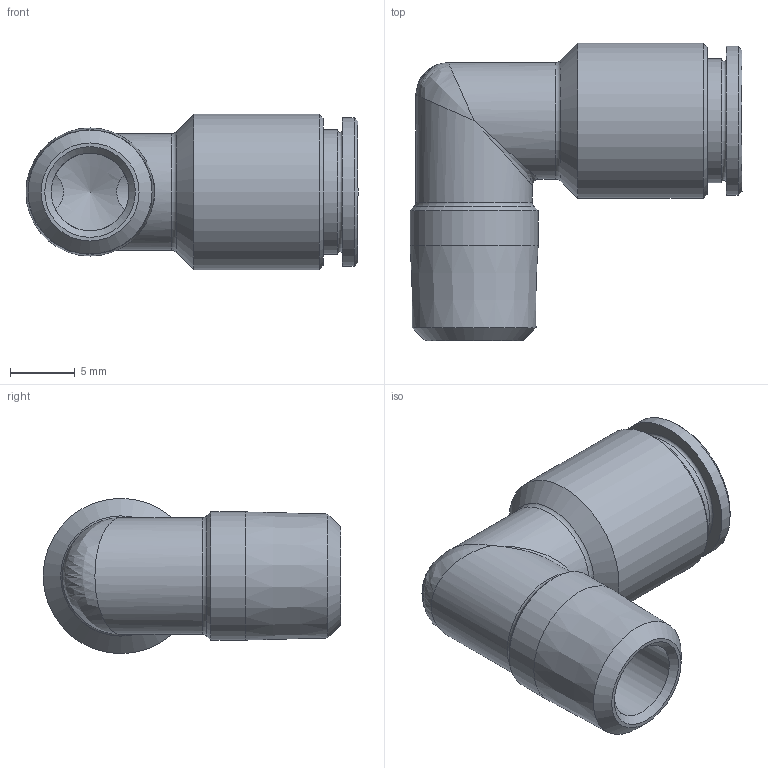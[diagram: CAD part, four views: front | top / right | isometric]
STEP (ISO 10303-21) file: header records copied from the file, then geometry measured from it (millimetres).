
FILE_DESCRIPTION( ( 'STEP AP214' ), '1' );
FILE_NAME( 'psolqas_16768_16.stp', '2020-12-01T17:16:59', ( 'License CC BY-ND 4.0' ), ( 'CADENAS' ), ' ', 'PARTsolutions', ' ' );
FILE_SCHEMA( ( 'AUTOMOTIVE_DESIGN { 1 0 10303 214 1 1 1 1 }' ) );
Length unit declared in the file: metre
Products named in the file (1): NONE
Bounding box: 25.65 x 23 x 12 mm (x, y, z)
Volume: 1977.4 mm3; surface area: 2115.8 mm2
Topology: 1 solids, 1 shells, 29 faces, 74 edges, 43 vertices
Faces by surface type: cylinder 10, cone 10, plane 4, torus 3, bspline 2
Full cylindrical faces by diameter (mm): 5.5 x2, 6 x1, 6.15 x1, 9 x2, 9.6 x1, 9.9 x1, 11.5 x1, 12 x1
Entity records: 1290 total; most frequent: CARTESIAN_POINT 534, DIRECTION 106, ORIENTED_EDGE 76, AXIS2_PLACEMENT_3D 53, EDGE_LOOP 53, FACE_OUTER_BOUND 41, EDGE_CURVE 38, VERTEX_POINT 35
